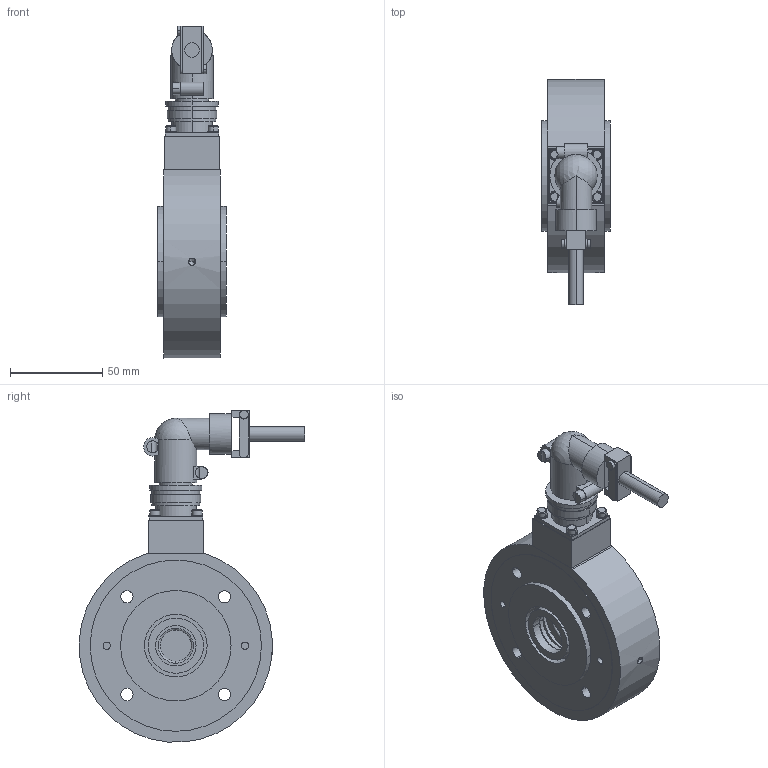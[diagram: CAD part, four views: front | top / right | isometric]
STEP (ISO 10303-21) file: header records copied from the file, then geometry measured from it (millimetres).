
FILE_DESCRIPTION((''),'2;1');
FILE_NAME('50011.stp','2007-09-21T13:58:03',(''),(''),'Mechanical Desktop 2007','Mechanical Desktop 2007',', , ');
FILE_SCHEMA(('CONFIG_CONTROL_DESIGN'));
Length unit declared in the file: millimetre
Products named in the file (26): ZEICHNUNG3; L50011; L4795904; L47958A; L47958; L47957; L47957A; L49026; TEIL1AA; I-6KT_SCHRAUBE_M5X25_NK; I-6KT_SCHRAUBE_M5X25_NKA; I-6KT_SCHRAUBE_M3X25; I-6KT_SCHRAUBE_M3X25A; FEDERRING_M3A; FEDERRING_M3; V_RING_V22AA; V_RING_V22A; PENDELKUGELLAGER_1203TVA; PENDELKUGELLAGER_1203TV; SICHERUNGSRING_J40; SICHERUNGSRING_J40A; FLANSCHDOSE_WINKEL_AMPH_4-POLIG; TEIL1A; L4340302; TEIL1; RM_SDB
Assembly tree (35 placements, depth 4):
  ZEICHNUNG3
    L50011
      L4795904
      L47958A
        L47958
      L47957
        L47957A
      L49026
        TEIL1AA
      I-6KT_SCHRAUBE_M5X25_NK  x2
        I-6KT_SCHRAUBE_M5X25_NKA
      I-6KT_SCHRAUBE_M3X25  x4
        I-6KT_SCHRAUBE_M3X25A
      FEDERRING_M3A  x4
        FEDERRING_M3
      V_RING_V22AA
        V_RING_V22A
      PENDELKUGELLAGER_1203TVA
        PENDELKUGELLAGER_1203TV
      SICHERUNGSRING_J40
        SICHERUNGSRING_J40A
      FLANSCHDOSE_WINKEL_AMPH_4-POLIG
        TEIL1A
      L4340302  x2
        TEIL1
    RM_SDB  x3
Bounding box: 37.2 x 122.41 x 180.31 mm (x, y, z)
Volume: 296254.5 mm3; surface area: 105620.9 mm2
Topology: 20 solids, 20 shells, 389 faces, 944 edges, 624 vertices
Faces by surface type: cylinder 223, plane 123, cone 20, torus 20, bspline 2, sphere 1
Entity records: 10758 total; most frequent: CARTESIAN_POINT 2182, DIRECTION 1847, ORIENTED_EDGE 1488, AXIS2_PLACEMENT_3D 776, EDGE_CURVE 744, VERTEX_POINT 494, EDGE_LOOP 420, CIRCLE 416
